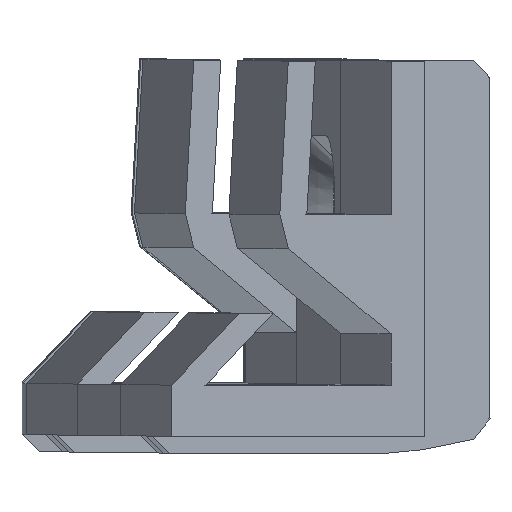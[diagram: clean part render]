
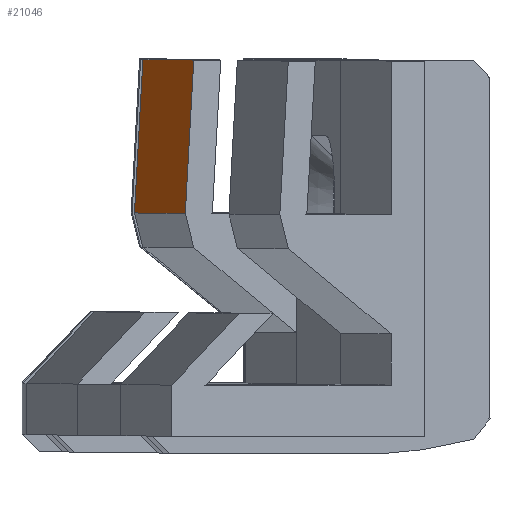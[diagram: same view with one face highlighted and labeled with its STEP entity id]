
A CAD part, left-side view. The second image highlights one B-rep face of the part: STEP entity #21046.
In plain terms, the highlighted face is planar.
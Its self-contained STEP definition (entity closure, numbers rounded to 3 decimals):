
#19151 = PLANE('',#19152);
#19152 = AXIS2_PLACEMENT_3D('',#19153,#19154,#19155);
#19153 = CARTESIAN_POINT('',(-10.5,5.766,9.503));
#19154 = DIRECTION('',(-1.,0.,0.));
#19155 = DIRECTION('',(0.,0.,1.));
#19585 = PLANE('',#19586);
#19586 = AXIS2_PLACEMENT_3D('',#19587,#19588,#19589);
#19587 = CARTESIAN_POINT('',(10.5,5.766,9.503));
#19588 = DIRECTION('',(-1.,0.,0.));
#19589 = DIRECTION('',(0.,0.,1.));
#19845 = VERTEX_POINT('',#19846);
#19846 = CARTESIAN_POINT('',(-10.5,8.1,22.));
#19860 = PLANE('',#19861);
#19861 = AXIS2_PLACEMENT_3D('',#19862,#19863,#19864);
#19862 = CARTESIAN_POINT('',(0.,6.5,22.));
#19863 = DIRECTION('',(0.,0.,-1.));
#19864 = DIRECTION('',(0.,1.,0.));
#19872 = EDGE_CURVE('',#19845,#19873,#19875,.T.);
#19873 = VERTEX_POINT('',#19874);
#19874 = CARTESIAN_POINT('',(-10.5,8.6,13.));
#19875 = SURFACE_CURVE('',#19876,(#19880,#19887),.PCURVE_S1.);
#19876 = LINE('',#19877,#19878);
#19877 = CARTESIAN_POINT('',(-10.5,8.1,22.));
#19878 = VECTOR('',#19879,1.);
#19879 = DIRECTION('',(0.,0.055,-0.998));
#19880 = PCURVE('',#19151,#19881);
#19881 = DEFINITIONAL_REPRESENTATION('',(#19882),#19886);
#19882 = LINE('',#19883,#19884);
#19883 = CARTESIAN_POINT('',(12.497,2.334));
#19884 = VECTOR('',#19885,1.);
#19885 = DIRECTION('',(-0.998,0.055));
#19886 = ( GEOMETRIC_REPRESENTATION_CONTEXT(2) 
PARAMETRIC_REPRESENTATION_CONTEXT() REPRESENTATION_CONTEXT('2D SPACE',''
  ) );
#19887 = PCURVE('',#19888,#19893);
#19888 = PLANE('',#19889);
#19889 = AXIS2_PLACEMENT_3D('',#19890,#19891,#19892);
#19890 = CARTESIAN_POINT('',(0.,8.1,22.));
#19891 = DIRECTION('',(-0.,-0.998,-0.055));
#19892 = DIRECTION('',(0.,0.055,-0.998));
#19893 = DEFINITIONAL_REPRESENTATION('',(#19894),#19898);
#19894 = LINE('',#19895,#19896);
#19895 = CARTESIAN_POINT('',(0.,-10.5));
#19896 = VECTOR('',#19897,1.);
#19897 = DIRECTION('',(1.,0.));
#19898 = ( GEOMETRIC_REPRESENTATION_CONTEXT(2) 
PARAMETRIC_REPRESENTATION_CONTEXT() REPRESENTATION_CONTEXT('2D SPACE',''
  ) );
#19916 = PLANE('',#19917);
#19917 = AXIS2_PLACEMENT_3D('',#19918,#19919,#19920);
#19918 = CARTESIAN_POINT('',(0.,8.6,13.));
#19919 = DIRECTION('',(0.,-0.97,0.243));
#19920 = DIRECTION('',(-0.,-0.243,-0.97));
#20691 = VERTEX_POINT('',#20692);
#20692 = CARTESIAN_POINT('',(10.5,8.1,22.));
#20713 = EDGE_CURVE('',#20691,#20714,#20716,.T.);
#20714 = VERTEX_POINT('',#20715);
#20715 = CARTESIAN_POINT('',(10.5,8.6,13.));
#20716 = SURFACE_CURVE('',#20717,(#20721,#20728),.PCURVE_S1.);
#20717 = LINE('',#20718,#20719);
#20718 = CARTESIAN_POINT('',(10.5,8.1,22.));
#20719 = VECTOR('',#20720,1.);
#20720 = DIRECTION('',(0.,0.055,-0.998));
#20721 = PCURVE('',#19585,#20722);
#20722 = DEFINITIONAL_REPRESENTATION('',(#20723),#20727);
#20723 = LINE('',#20724,#20725);
#20724 = CARTESIAN_POINT('',(12.497,2.334));
#20725 = VECTOR('',#20726,1.);
#20726 = DIRECTION('',(-0.998,0.055));
#20727 = ( GEOMETRIC_REPRESENTATION_CONTEXT(2) 
PARAMETRIC_REPRESENTATION_CONTEXT() REPRESENTATION_CONTEXT('2D SPACE',''
  ) );
#20728 = PCURVE('',#19888,#20729);
#20729 = DEFINITIONAL_REPRESENTATION('',(#20730),#20734);
#20730 = LINE('',#20731,#20732);
#20731 = CARTESIAN_POINT('',(0.,10.5));
#20732 = VECTOR('',#20733,1.);
#20733 = DIRECTION('',(1.,0.));
#20734 = ( GEOMETRIC_REPRESENTATION_CONTEXT(2) 
PARAMETRIC_REPRESENTATION_CONTEXT() REPRESENTATION_CONTEXT('2D SPACE',''
  ) );
#21024 = EDGE_CURVE('',#20691,#19845,#21025,.T.);
#21025 = SURFACE_CURVE('',#21026,(#21030,#21037),.PCURVE_S1.);
#21026 = LINE('',#21027,#21028);
#21027 = CARTESIAN_POINT('',(10.5,8.1,22.));
#21028 = VECTOR('',#21029,1.);
#21029 = DIRECTION('',(-1.,0.,0.));
#21030 = PCURVE('',#19860,#21031);
#21031 = DEFINITIONAL_REPRESENTATION('',(#21032),#21036);
#21032 = LINE('',#21033,#21034);
#21033 = CARTESIAN_POINT('',(1.6,10.5));
#21034 = VECTOR('',#21035,1.);
#21035 = DIRECTION('',(0.,-1.));
#21036 = ( GEOMETRIC_REPRESENTATION_CONTEXT(2) 
PARAMETRIC_REPRESENTATION_CONTEXT() REPRESENTATION_CONTEXT('2D SPACE',''
  ) );
#21037 = PCURVE('',#19888,#21038);
#21038 = DEFINITIONAL_REPRESENTATION('',(#21039),#21043);
#21039 = LINE('',#21040,#21041);
#21040 = CARTESIAN_POINT('',(0.,10.5));
#21041 = VECTOR('',#21042,1.);
#21042 = DIRECTION('',(0.,-1.));
#21043 = ( GEOMETRIC_REPRESENTATION_CONTEXT(2) 
PARAMETRIC_REPRESENTATION_CONTEXT() REPRESENTATION_CONTEXT('2D SPACE',''
  ) );
#21046 = ADVANCED_FACE('',(#21047),#19888,.F.);
#21047 = FACE_BOUND('',#21048,.F.);
#21048 = EDGE_LOOP('',(#21049,#21050,#21071,#21072));
#21049 = ORIENTED_EDGE('',*,*,#19872,.T.);
#21050 = ORIENTED_EDGE('',*,*,#21051,.F.);
#21051 = EDGE_CURVE('',#20714,#19873,#21052,.T.);
#21052 = SURFACE_CURVE('',#21053,(#21057,#21064),.PCURVE_S1.);
#21053 = LINE('',#21054,#21055);
#21054 = CARTESIAN_POINT('',(10.5,8.6,13.));
#21055 = VECTOR('',#21056,1.);
#21056 = DIRECTION('',(-1.,0.,0.));
#21057 = PCURVE('',#19888,#21058);
#21058 = DEFINITIONAL_REPRESENTATION('',(#21059),#21063);
#21059 = LINE('',#21060,#21061);
#21060 = CARTESIAN_POINT('',(9.014,10.5));
#21061 = VECTOR('',#21062,1.);
#21062 = DIRECTION('',(0.,-1.));
#21063 = ( GEOMETRIC_REPRESENTATION_CONTEXT(2) 
PARAMETRIC_REPRESENTATION_CONTEXT() REPRESENTATION_CONTEXT('2D SPACE',''
  ) );
#21064 = PCURVE('',#19916,#21065);
#21065 = DEFINITIONAL_REPRESENTATION('',(#21066),#21070);
#21066 = LINE('',#21067,#21068);
#21067 = CARTESIAN_POINT('',(-0.,10.5));
#21068 = VECTOR('',#21069,1.);
#21069 = DIRECTION('',(0.,-1.));
#21070 = ( GEOMETRIC_REPRESENTATION_CONTEXT(2) 
PARAMETRIC_REPRESENTATION_CONTEXT() REPRESENTATION_CONTEXT('2D SPACE',''
  ) );
#21071 = ORIENTED_EDGE('',*,*,#20713,.F.);
#21072 = ORIENTED_EDGE('',*,*,#21024,.T.);
